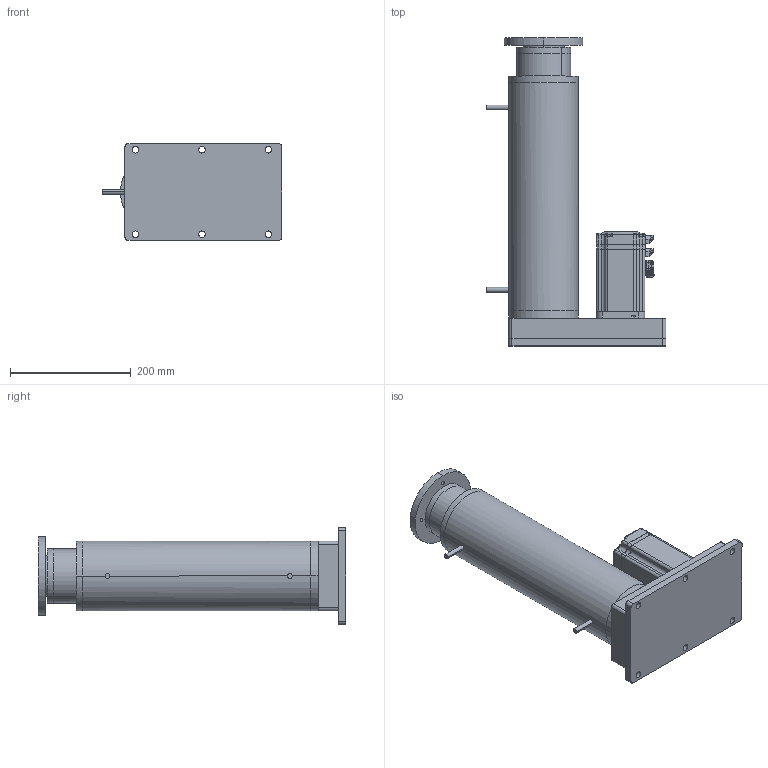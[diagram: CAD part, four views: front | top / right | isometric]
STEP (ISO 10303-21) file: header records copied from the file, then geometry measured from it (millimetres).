
FILE_DESCRIPTION (( 'STEP AP203' ), '1' );
FILE_NAME ('RLD115-10HB-1.7KN-R500-S2-250mm-s.STEP', '2025-02-07T02:13:23', ( '微软用户' ), ( '微软中国' ), 'SwSTEP 2.0', 'SolidWorks 2022', '' );
FILE_SCHEMA (( 'CONFIG_CONTROL_DESIGN' ));
Length unit declared in the file: millimetre
Products named in the file (34): PRT0142.stp; PRT0149.stp; 三维模型80C-750W-Z.stp; ASM0039_ASM.stp; YAKUAI_ASM.stp; PRODUCT_168.stp; PRT0146.stp; 复件 240408-DM-115多节缸第二节管^RLD115-10HB-1.7KN-R500-S2-250mm-s; ASM0006_ASM.stp; 复件 240408-DM-115多节缸第一节管^RLD115-10HB-1.7KN-R500-S2-250mm-s; PRT0143.stp; PRT0137.stp; 80-JK-001.stp; 80-QG-001.stp; PRODUCT_1549.stp; 80-HG-001.stp; RLD115-10HB-1.7KN-R500-S2-250mm-s; PRT0139.stp; PRT0148.stp; 复件 240408-DM-115多节缸轴承座^RLD115-10HB-1.7KN-R500-S2-250mm-s; 复件 240408-DM-115多节缸箱体盖板^RLD115-10HB-1.7KN-R500-S2-250mm-s; PRT0151.stp; PRT0140.stp; PRT0145.stp; PRT0141.stp; PRT0138.stp; 80-ZZ-001.stp; 复件 240408-DM-115多节缸第三节管^RLD115-10HB-1.7KN-R500-S2-250mm-s; 三维模型80C-750W-Z; PRT0147.stp; PRT0150.stp; HZ80-27.stp; ASM0038_ASM.stp; PRT0144.stp
Assembly tree (55 placements, depth 6):
  RLD115-10HB-1.7KN-R500-S2-250mm-s
    复件 240408-DM-115多节缸箱体盖板^RLD115-10HB-1.7KN-R500-S2-250mm-s
    复件 240408-DM-115多节缸轴承座^RLD115-10HB-1.7KN-R500-S2-250mm-s
    复件 240408-DM-115多节缸第二节管^RLD115-10HB-1.7KN-R500-S2-250mm-s
    复件 240408-DM-115多节缸第三节管^RLD115-10HB-1.7KN-R500-S2-250mm-s
    复件 240408-DM-115多节缸第一节管^RLD115-10HB-1.7KN-R500-S2-250mm-s
    三维模型80C-750W-Z
      三维模型80C-750W-Z.stp
        YAKUAI_ASM.stp  x2
          ASM0006_ASM.stp
            PRODUCT_168.stp
            PRODUCT_1549.stp
        ASM0038_ASM.stp
          ASM0039_ASM.stp  x4
            PRT0145.stp
            PRT0146.stp
            PRT0147.stp
          PRT0137.stp
          PRT0138.stp
          PRT0139.stp
          PRT0140.stp
          PRT0141.stp
          PRT0142.stp
          PRT0143.stp
          PRT0144.stp  x4
          PRT0148.stp
          PRT0149.stp
          PRT0150.stp  x8
          PRT0151.stp  x9
        80-JK-001.stp
        80-QG-001.stp
        80-HG-001.stp
        HZ80-27.stp
        80-ZZ-001.stp
Bounding box: 298 x 510 x 160 mm (x, y, z)
Volume: 3652451.5 mm3; surface area: 1046939.1 mm2
Topology: 59 solids, 64 shells, 6067 faces, 14542 edges, 8641 vertices
Faces by surface type: plane 3208, cylinder 1218, bspline 979, cone 386, torus 138, sphere 138
Entity records: 138121 total; most frequent: CARTESIAN_POINT 52287, ORIENTED_EDGE 17788, DIRECTION 15429, EDGE_CURVE 8925, VECTOR 5479, LINE 5479, VERTEX_POINT 5467, AXIS2_PLACEMENT_3D 4975
